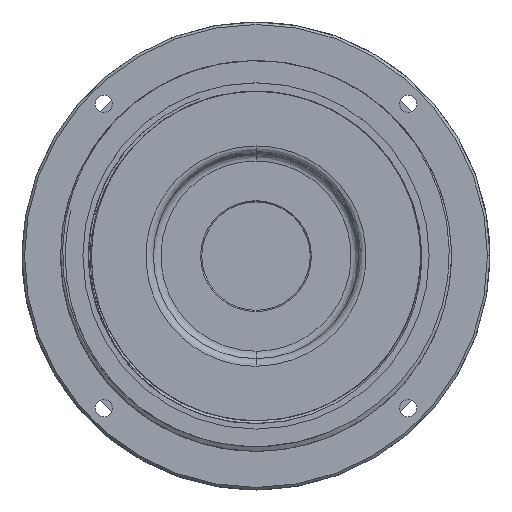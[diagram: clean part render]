
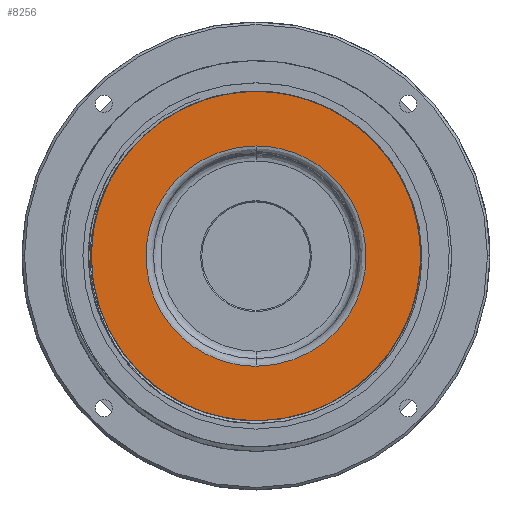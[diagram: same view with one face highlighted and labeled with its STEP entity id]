
A CAD part, top view. The second image highlights one B-rep face of the part: STEP entity #8256.
In plain terms, the highlighted planar face has unit normal (0, 0, 1).
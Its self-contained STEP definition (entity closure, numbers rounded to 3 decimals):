
#548 = CARTESIAN_POINT ( 'NONE',  ( 0., 11.176, 9.042 ) ) ;
#4994 = CARTESIAN_POINT ( 'NONE',  ( 22.352, 11.176, 9.042 ) ) ;
#8256 = ADVANCED_FACE ( 'NONE', ( #55780, #46632 ), #48320, .F. ) ;
#11209 = AXIS2_PLACEMENT_3D ( 'NONE', #28744, #109585, #57369 ) ;
#13254 = DIRECTION ( 'NONE',  ( -1., 0., 0. ) ) ;
#13344 = EDGE_CURVE ( 'NONE', #59572, #42004, #109242, .T. ) ;
#15993 = VERTEX_POINT ( 'NONE', #36169 ) ;
#20772 = DIRECTION ( 'NONE',  ( 0., 0., -1. ) ) ;
#22810 = DIRECTION ( 'NONE',  ( 0., 0., -1. ) ) ;
#27026 = ORIENTED_EDGE ( 'NONE', *, *, #43467, .F. ) ;
#28744 = CARTESIAN_POINT ( 'NONE',  ( 0., 0., 9.042 ) ) ;
#29169 = CARTESIAN_POINT ( 'NONE',  ( 0., 0., 9.042 ) ) ;
#33429 = CARTESIAN_POINT ( 'NONE',  ( 0., 11.176, 9.042 ) ) ;
#35621 = CARTESIAN_POINT ( 'NONE',  ( -22.352, -11.176, 9.042 ) ) ;
#36169 = CARTESIAN_POINT ( 'NONE',  ( 0., 17.577, 9.042 ) ) ;
#37061 = ORIENTED_EDGE ( 'NONE', *, *, #68554, .F. ) ;
#38212 =( BOUNDED_CURVE ( )  B_SPLINE_CURVE ( 3, ( #101986, #57262, #4994, #40062 ),
 .UNSPECIFIED., .F., .F. ) 
 B_SPLINE_CURVE_WITH_KNOTS ( ( 4, 4 ),
 ( 0., 1. ),
 .UNSPECIFIED. ) 
 CURVE ( )  GEOMETRIC_REPRESENTATION_ITEM ( )  RATIONAL_B_SPLINE_CURVE ( ( 1., 0.333, 0.333, 1. ) ) 
 REPRESENTATION_ITEM ( '' )  );
#40062 = CARTESIAN_POINT ( 'NONE',  ( 0., 11.176, 9.042 ) ) ;
#42004 = VERTEX_POINT ( 'NONE', #84480 ) ;
#43467 = EDGE_CURVE ( 'NONE', #56484, #15993, #67784, .T. ) ;
#44023 = AXIS2_PLACEMENT_3D ( 'NONE', #47187, #20772, #13254 ) ;
#46632 = FACE_OUTER_BOUND ( 'NONE', #89939, .T. ) ;
#46959 = DIRECTION ( 'NONE',  ( -1., 0., 0. ) ) ;
#47187 = CARTESIAN_POINT ( 'NONE',  ( 0., 0., 9.042 ) ) ;
#48320 = PLANE ( 'NONE',  #44023 ) ;
#55780 = FACE_BOUND ( 'NONE', #89073, .T. ) ;
#56235 = AXIS2_PLACEMENT_3D ( 'NONE', #29169, #22810, #46959 ) ;
#56484 = VERTEX_POINT ( 'NONE', #111288 ) ;
#57262 = CARTESIAN_POINT ( 'NONE',  ( 22.352, -11.176, 9.042 ) ) ;
#57369 = DIRECTION ( 'NONE',  ( -1., 0., 0. ) ) ;
#58850 = ORIENTED_EDGE ( 'NONE', *, *, #92348, .F. ) ;
#59572 = VERTEX_POINT ( 'NONE', #33429 ) ;
#61697 = CIRCLE ( 'NONE', #56235, 17.577 ) ;
#67784 = CIRCLE ( 'NONE', #11209, 17.577 ) ;
#68554 = EDGE_CURVE ( 'NONE', #42004, #59572, #38212, .T. ) ;
#70636 = CARTESIAN_POINT ( 'NONE',  ( 0., -11.176, 9.042 ) ) ;
#84480 = CARTESIAN_POINT ( 'NONE',  ( 0., -11.176, 9.042 ) ) ;
#87798 = CARTESIAN_POINT ( 'NONE',  ( -22.352, 11.176, 9.042 ) ) ;
#89073 = EDGE_LOOP ( 'NONE', ( #105492, #37061 ) ) ;
#89939 = EDGE_LOOP ( 'NONE', ( #27026, #58850 ) ) ;
#92348 = EDGE_CURVE ( 'NONE', #15993, #56484, #61697, .T. ) ;
#101986 = CARTESIAN_POINT ( 'NONE',  ( 0., -11.176, 9.042 ) ) ;
#105492 = ORIENTED_EDGE ( 'NONE', *, *, #13344, .F. ) ;
#109242 =( BOUNDED_CURVE ( )  B_SPLINE_CURVE ( 3, ( #548, #87798, #35621, #70636 ),
 .UNSPECIFIED., .F., .T. ) 
 B_SPLINE_CURVE_WITH_KNOTS ( ( 4, 4 ),
 ( 0., 1. ),
 .UNSPECIFIED. ) 
 CURVE ( )  GEOMETRIC_REPRESENTATION_ITEM ( )  RATIONAL_B_SPLINE_CURVE ( ( 1., 0.333, 0.333, 1. ) ) 
 REPRESENTATION_ITEM ( '' )  );
#109585 = DIRECTION ( 'NONE',  ( 0., 0., -1. ) ) ;
#111288 = CARTESIAN_POINT ( 'NONE',  ( 0., -17.577, 9.042 ) ) ;
